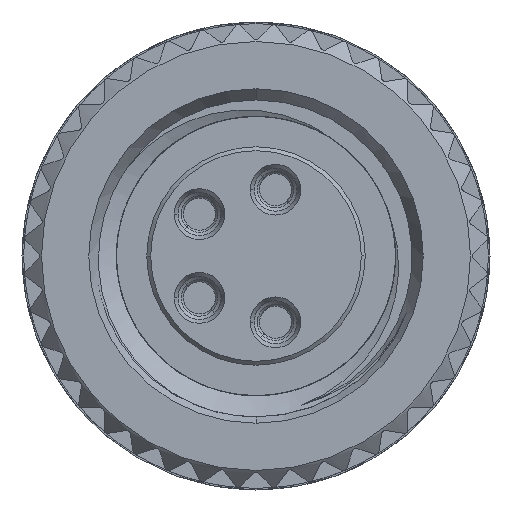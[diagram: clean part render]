
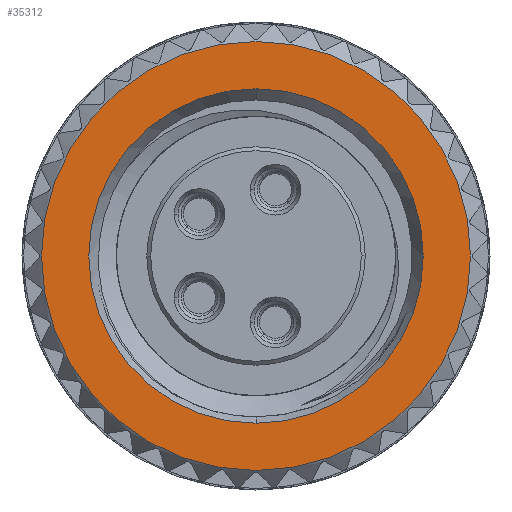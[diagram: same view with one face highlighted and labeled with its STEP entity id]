
A CAD part, front view. The second image highlights one B-rep face of the part: STEP entity #35312.
In plain terms, the highlighted planar face has unit normal (0, -1, 0).
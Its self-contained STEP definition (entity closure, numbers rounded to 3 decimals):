
#13934=CARTESIAN_POINT('',(0.,-9.4,0.5));
#13935=DIRECTION('',(0.,1.,0.));
#13936=DIRECTION('',(-1.,0.,0.));
#13937=AXIS2_PLACEMENT_3D('',#13934,#13935,#13936);
#13939=CARTESIAN_POINT('',(0.,-9.4,0.5));
#13940=DIRECTION('',(0.,1.,0.));
#13941=DIRECTION('',(0.,0.,1.));
#13942=AXIS2_PLACEMENT_3D('',#13939,#13940,#13941);
#13944=CARTESIAN_POINT('',(0.,-9.4,0.5));
#13945=DIRECTION('',(0.,1.,0.));
#13946=DIRECTION('',(1.,0.,0.));
#13947=AXIS2_PLACEMENT_3D('',#13944,#13945,#13946);
#13949=CARTESIAN_POINT('',(0.,-9.4,0.5));
#13950=DIRECTION('',(0.,1.,0.));
#13951=DIRECTION('',(0.,0.,-1.));
#13952=AXIS2_PLACEMENT_3D('',#13949,#13950,#13951);
#13954=CARTESIAN_POINT('',(0.,-9.4,0.5));
#13955=DIRECTION('',(0.,-1.,0.));
#13956=DIRECTION('',(0.,0.,1.));
#13957=AXIS2_PLACEMENT_3D('',#13954,#13955,#13956);
#13959=CARTESIAN_POINT('',(0.,-9.4,0.5));
#13960=DIRECTION('',(0.,-1.,0.));
#13961=DIRECTION('',(0.,0.,-1.));
#13962=AXIS2_PLACEMENT_3D('',#13959,#13960,#13961);
#19300=CARTESIAN_POINT('',(-5.5,-9.4,0.5));
#19301=VERTEX_POINT('',#19300);
#19302=CARTESIAN_POINT('',(0.,-9.4,-5.));
#19303=VERTEX_POINT('',#19302);
#19304=CARTESIAN_POINT('',(5.5,-9.4,0.5));
#19305=VERTEX_POINT('',#19304);
#19306=CARTESIAN_POINT('',(0.,-9.4,6.));
#19307=VERTEX_POINT('',#19306);
#19308=CARTESIAN_POINT('',(0.,-9.4,4.789));
#19309=CARTESIAN_POINT('',(0.,-9.4,-3.788));
#19310=VERTEX_POINT('',#19308);
#19311=VERTEX_POINT('',#19309);
#35295=CARTESIAN_POINT('',(0.,-9.4,0.5));
#35296=DIRECTION('',(0.,-1.,0.));
#35297=DIRECTION('',(1.,0.,0.));
#35298=AXIS2_PLACEMENT_3D('',#35295,#35296,#35297);
#35299=PLANE('',#35298);
#35300=ORIENTED_EDGE('',*,*,#35279,.T.);
#35301=ORIENTED_EDGE('',*,*,#35277,.T.);
#35302=ORIENTED_EDGE('',*,*,#35141,.T.);
#35303=ORIENTED_EDGE('',*,*,#35139,.T.);
#35304=EDGE_LOOP('',(#35300,#35301,#35302,#35303));
#35305=FACE_OUTER_BOUND('',#35304,.F.);
#35307=ORIENTED_EDGE('',*,*,#35306,.T.);
#35309=ORIENTED_EDGE('',*,*,#35308,.T.);
#35310=EDGE_LOOP('',(#35307,#35309));
#35311=FACE_BOUND('',#35310,.F.);
#35312=ADVANCED_FACE('',(#35305,#35311),#35299,.T.);
#13938=CIRCLE('',#13937,5.5);
#13943=CIRCLE('',#13942,5.5);
#13948=CIRCLE('',#13947,5.5);
#13953=CIRCLE('',#13952,5.5);
#13958=CIRCLE('',#13957,4.289);
#13963=CIRCLE('',#13962,4.289);
#35139=EDGE_CURVE('',#19303,#19301,#13953,.T.);
#35141=EDGE_CURVE('',#19305,#19303,#13948,.T.);
#35277=EDGE_CURVE('',#19307,#19305,#13943,.T.);
#35279=EDGE_CURVE('',#19301,#19307,#13938,.T.);
#35306=EDGE_CURVE('',#19310,#19311,#13958,.T.);
#35308=EDGE_CURVE('',#19311,#19310,#13963,.T.);
